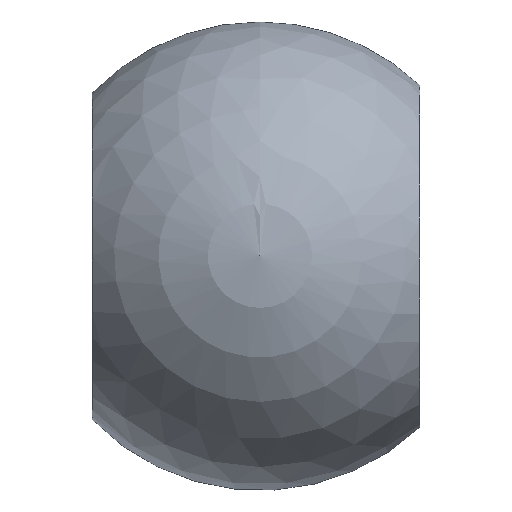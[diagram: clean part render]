
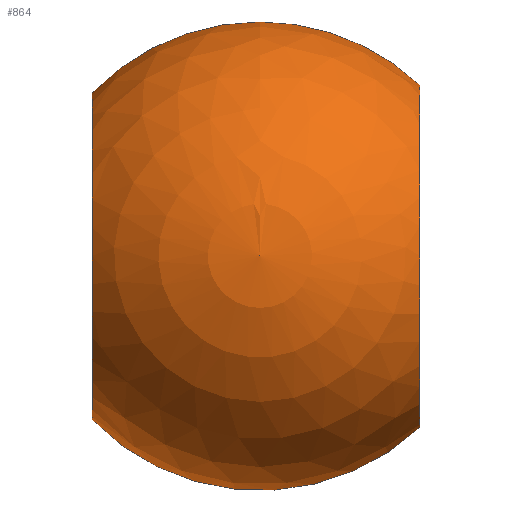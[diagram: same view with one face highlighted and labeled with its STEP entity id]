
A CAD part, top view. The second image highlights one B-rep face of the part: STEP entity #864.
In plain terms, the highlighted spherical face has radius 6 mm.
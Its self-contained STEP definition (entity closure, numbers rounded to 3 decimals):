
#8 = CIRCLE ( 'NONE', #178, 4.184 ) ;
#50 = ORIENTED_EDGE ( 'NONE', *, *, #210, .F. ) ;
#56 = CIRCLE ( 'NONE', #165, 6. ) ;
#58 = CIRCLE ( 'NONE', #173, 4.381 ) ;
#104 = EDGE_LOOP ( 'NONE', ( #50, #2267, #2257, #2263 ) ) ;
#127 = VERTEX_POINT ( 'NONE', #1666 ) ;
#134 = VERTEX_POINT ( 'NONE', #1677 ) ;
#135 = VERTEX_POINT ( 'NONE', #1682 ) ;
#137 = VERTEX_POINT ( 'NONE', #1698 ) ;
#153 = AXIS2_PLACEMENT_3D ( 'NONE', #1344, #1349, #1308 ) ;
#165 = AXIS2_PLACEMENT_3D ( 'NONE', #2181, #2177, #2198 ) ;
#172 = AXIS2_PLACEMENT_3D ( 'NONE', #1796, #1815, #1808 ) ;
#173 = AXIS2_PLACEMENT_3D ( 'NONE', #2012, #2002, #2030 ) ;
#175 = EDGE_CURVE ( 'NONE', #135, #134, #8, .T. ) ;
#178 = AXIS2_PLACEMENT_3D ( 'NONE', #1765, #1748, #1760 ) ;
#186 = EDGE_CURVE ( 'NONE', #137, #134, #230, .T. ) ;
#203 = EDGE_CURVE ( 'NONE', #127, #137, #58, .T. ) ;
#210 = EDGE_CURVE ( 'NONE', #127, #135, #56, .T. ) ;
#230 = CIRCLE ( 'NONE', #172, 6. ) ;
#864 = ADVANCED_FACE ( 'NONE', ( #898 ), #894, .T. ) ;
#894 = SPHERICAL_SURFACE ( 'NONE', #153, 6. ) ;
#898 = FACE_OUTER_BOUND ( 'NONE', #104, .T. ) ;
#1308 = DIRECTION ( 'NONE',  ( 0., 1., 0. ) ) ;
#1344 = CARTESIAN_POINT ( 'NONE',  ( 0., 0., 0. ) ) ;
#1349 = DIRECTION ( 'NONE',  ( 0., 0., -1. ) ) ;
#1666 = CARTESIAN_POINT ( 'NONE',  ( 4.1, -4.381, 0. ) ) ;
#1677 = CARTESIAN_POINT ( 'NONE',  ( -4.3, 4.184, 0. ) ) ;
#1682 = CARTESIAN_POINT ( 'NONE',  ( -4.3, -4.184, 0. ) ) ;
#1698 = CARTESIAN_POINT ( 'NONE',  ( 4.1, 4.381, 0. ) ) ;
#1748 = DIRECTION ( 'NONE',  ( -1., 0., 0. ) ) ;
#1760 = DIRECTION ( 'NONE',  ( 0., 0., 1. ) ) ;
#1765 = CARTESIAN_POINT ( 'NONE',  ( -4.3, 0., 0. ) ) ;
#1796 = CARTESIAN_POINT ( 'NONE',  ( 0., 0., 0. ) ) ;
#1808 = DIRECTION ( 'NONE',  ( 1., 0., 0. ) ) ;
#1815 = DIRECTION ( 'NONE',  ( 0., 0., 1. ) ) ;
#2002 = DIRECTION ( 'NONE',  ( -1., 0., 0. ) ) ;
#2012 = CARTESIAN_POINT ( 'NONE',  ( 4.1, 0., 0. ) ) ;
#2030 = DIRECTION ( 'NONE',  ( 0., 0., 1. ) ) ;
#2177 = DIRECTION ( 'NONE',  ( 0., 0., -1. ) ) ;
#2181 = CARTESIAN_POINT ( 'NONE',  ( 0., 0., 0. ) ) ;
#2198 = DIRECTION ( 'NONE',  ( 0., 1., 0. ) ) ;
#2257 = ORIENTED_EDGE ( 'NONE', *, *, #186, .T. ) ;
#2263 = ORIENTED_EDGE ( 'NONE', *, *, #175, .F. ) ;
#2267 = ORIENTED_EDGE ( 'NONE', *, *, #203, .T. ) ;
